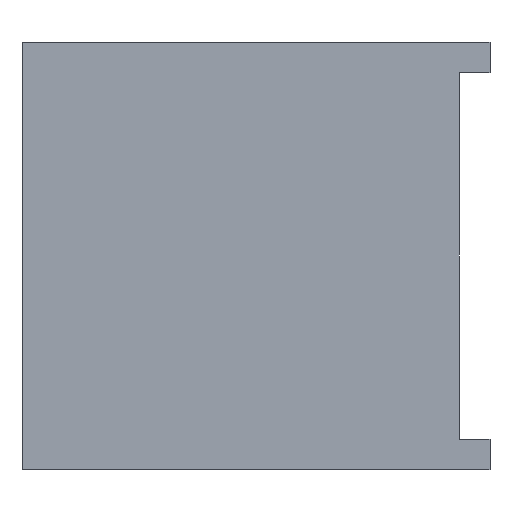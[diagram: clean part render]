
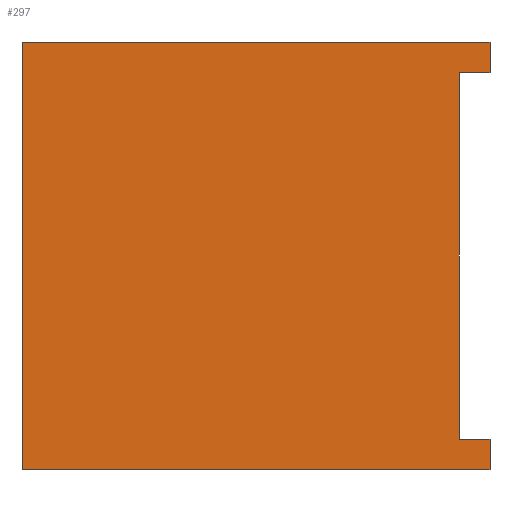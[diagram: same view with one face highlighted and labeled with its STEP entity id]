
A CAD part, left-side view. The second image highlights one B-rep face of the part: STEP entity #297.
In plain terms, the highlighted planar face has unit normal (-1, 0, 0).
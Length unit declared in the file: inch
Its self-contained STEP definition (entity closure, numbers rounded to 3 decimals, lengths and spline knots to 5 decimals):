
#33=FACE_OUTER_BOUND('',#49,.T.);
#49=EDGE_LOOP('',(#227,#228,#229,#230,#231,#232,#233,#234));
#70=LINE('',#453,#104);
#72=LINE('',#457,#106);
#80=LINE('',#480,#114);
#81=LINE('',#482,#115);
#82=LINE('',#484,#116);
#83=LINE('',#486,#117);
#84=LINE('',#488,#118);
#85=LINE('',#489,#119);
#104=VECTOR('',#362,0.3937);
#106=VECTOR('',#366,0.3937);
#114=VECTOR('',#384,0.3937);
#115=VECTOR('',#387,0.3937);
#116=VECTOR('',#388,0.3937);
#117=VECTOR('',#389,0.3937);
#118=VECTOR('',#390,0.3937);
#119=VECTOR('',#391,0.3937);
#137=VERTEX_POINT('',#450);
#138=VERTEX_POINT('',#452);
#139=VERTEX_POINT('',#456);
#144=VERTEX_POINT('',#468);
#149=VERTEX_POINT('',#478);
#150=VERTEX_POINT('',#483);
#151=VERTEX_POINT('',#485);
#152=VERTEX_POINT('',#487);
#166=EDGE_CURVE('',#137,#138,#70,.T.);
#168=EDGE_CURVE('',#138,#139,#72,.T.);
#180=EDGE_CURVE('',#149,#144,#80,.T.);
#181=EDGE_CURVE('',#139,#149,#81,.T.);
#182=EDGE_CURVE('',#150,#137,#82,.T.);
#183=EDGE_CURVE('',#151,#150,#83,.T.);
#184=EDGE_CURVE('',#152,#151,#84,.T.);
#185=EDGE_CURVE('',#144,#152,#85,.T.);
#227=ORIENTED_EDGE('',*,*,#180,.F.);
#228=ORIENTED_EDGE('',*,*,#181,.F.);
#229=ORIENTED_EDGE('',*,*,#168,.F.);
#230=ORIENTED_EDGE('',*,*,#166,.F.);
#231=ORIENTED_EDGE('',*,*,#182,.F.);
#232=ORIENTED_EDGE('',*,*,#183,.F.);
#233=ORIENTED_EDGE('',*,*,#184,.F.);
#234=ORIENTED_EDGE('',*,*,#185,.F.);
#287=PLANE('',#331);
#297=ADVANCED_FACE('',(#33),#287,.F.);
#331=AXIS2_PLACEMENT_3D('',#481,#385,#386);
#362=DIRECTION('',(0.,0.,-1.));
#366=DIRECTION('',(0.,1.,0.));
#384=DIRECTION('',(0.,-1.,0.));
#385=DIRECTION('center_axis',(1.,0.,0.));
#386=DIRECTION('ref_axis',(0.,0.,-1.));
#387=DIRECTION('',(0.,0.,1.));
#388=DIRECTION('',(0.,-1.,0.));
#389=DIRECTION('',(0.,0.,-1.));
#390=DIRECTION('',(0.,1.,0.));
#391=DIRECTION('',(0.,0.,-1.));
#450=CARTESIAN_POINT('',(-17.5,0.,92.8125));
#452=CARTESIAN_POINT('',(-17.5,0.,92.4375));
#453=CARTESIAN_POINT('',(-17.5,0.,93.75));
#456=CARTESIAN_POINT('',(-17.5,5.75,92.4375));
#457=CARTESIAN_POINT('',(-17.5,0.,92.4375));
#468=CARTESIAN_POINT('',(-17.5,0.,97.6875));
#478=CARTESIAN_POINT('',(-17.5,5.75,97.6875));
#480=CARTESIAN_POINT('',(-17.5,0.79688,97.6875));
#481=CARTESIAN_POINT('Origin',(-17.5,0.,118.875));
#482=CARTESIAN_POINT('',(-17.5,5.75,59.4375));
#483=CARTESIAN_POINT('',(-17.5,0.375,92.8125));
#484=CARTESIAN_POINT('',(-17.5,0.79688,92.8125));
#485=CARTESIAN_POINT('',(-17.5,0.375,97.3125));
#486=CARTESIAN_POINT('',(-17.5,0.375,93.9375));
#487=CARTESIAN_POINT('',(-17.5,0.,97.3125));
#488=CARTESIAN_POINT('',(-17.5,0.98438,97.3125));
#489=CARTESIAN_POINT('',(-17.5,0.,96.1875));
